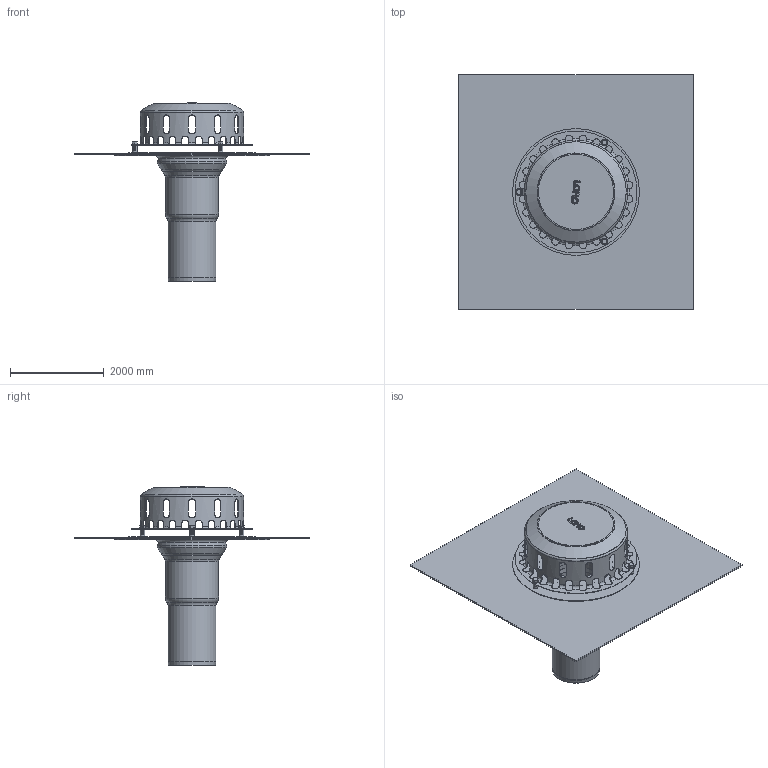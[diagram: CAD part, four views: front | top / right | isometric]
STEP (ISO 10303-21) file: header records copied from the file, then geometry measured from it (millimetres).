
FILE_DESCRIPTION(/* description */ (''),/* implementation_level */ '2;1');
FILE_NAME(/* name */ '17110.100A_3D.stp',/* time_stamp */ '2024-12-12T07:38:44+01:00',/* author */ ('CAD'),/* organization */ (''),/* preprocessor_version */ 'ST-DEVELOPER v20',/* originating_system */ 'AutoCAD Mechanical',/* authorisation */ '');
FILE_SCHEMA (('AUTOMOTIVE_DESIGN { 1 0 10303 214 3 1 1 }'));
Length unit declared in the file: centimetre
Products named in the file (2): Product; *S0
Assembly tree (1 placements, depth 2):
  Product
    *S0
Bounding box: 5000 x 5000 x 3807.5 mm (x, y, z)
Volume: 1371776289.5 mm3; surface area: 122439688.5 mm2
Topology: 17 solids, 18 shells, 613 faces, 1666 edges, 1049 vertices
Faces by surface type: plane 183, cylinder 161, cone 150, torus 113, sphere 3, bspline 3
Full cylindrical faces by diameter (mm): 40 x6, 60 x3, 80 x3, 100 x6, 105 x2, 985 x1, 992 x2, 1016 x2, 1020 x1, 1095 x1, 1130 x1, 1150 x2, 1160 x2, 1200 x2, 1430 x2, 1470 x1, 2180 x1, 2200 x1, 2600 x1, 2700 x1, 3300 x1
Entity records: 25289 total; most frequent: CARTESIAN_POINT 9811, ORIENTED_EDGE 3310, DIRECTION 3201, EDGE_CURVE 1655, AXIS2_PLACEMENT_3D 1292, VERTEX_POINT 1049, EDGE_LOOP 678, CIRCLE 652
